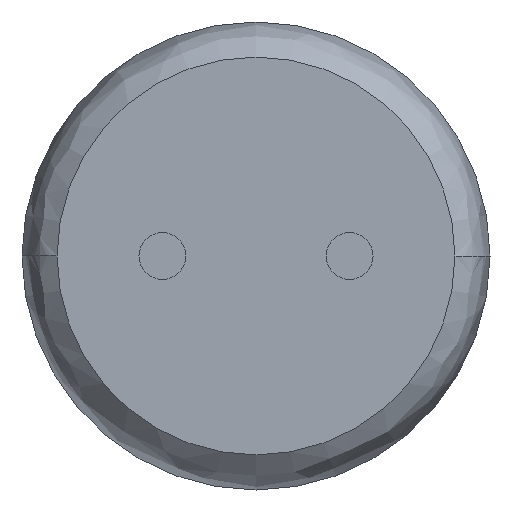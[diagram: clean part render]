
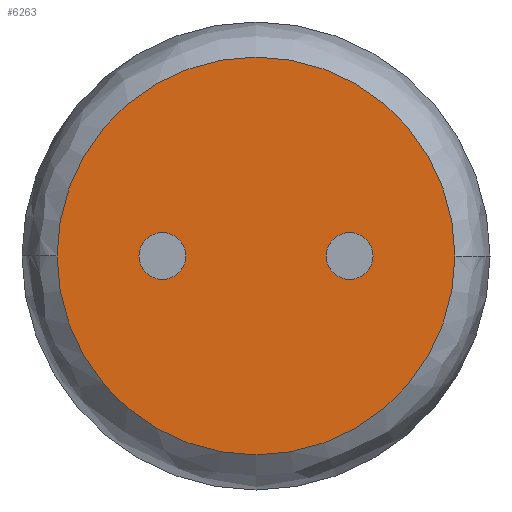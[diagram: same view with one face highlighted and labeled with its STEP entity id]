
A CAD part, front view. The second image highlights one B-rep face of the part: STEP entity #6263.
In plain terms, the highlighted planar face has unit normal (0, -1, 0).
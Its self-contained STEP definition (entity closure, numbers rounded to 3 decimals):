
#79 = VERTEX_POINT ( 'NONE', #5963 ) ;
#130 = DIRECTION ( 'NONE',  ( 0., 0., -1. ) ) ;
#236 = ORIENTED_EDGE ( 'NONE', *, *, #2337, .F. ) ;
#328 = DIRECTION ( 'NONE',  ( 0., 0., -1. ) ) ;
#579 = CIRCLE ( 'NONE', #8796, 0.25 ) ;
#613 = VERTEX_POINT ( 'NONE', #3446 ) ;
#658 = CARTESIAN_POINT ( 'NONE',  ( 1.25, 0., 0. ) ) ;
#715 = CIRCLE ( 'NONE', #7489, 2.125 ) ;
#748 = FACE_BOUND ( 'NONE', #5048, .T. ) ;
#1748 = CIRCLE ( 'NONE', #6541, 0.25 ) ;
#1935 = EDGE_LOOP ( 'NONE', ( #9651, #3702 ) ) ;
#2337 = EDGE_CURVE ( 'NONE', #6820, #6960, #6644, .T. ) ;
#2591 = CARTESIAN_POINT ( 'NONE',  ( -1., 0., 0. ) ) ;
#2610 = CIRCLE ( 'NONE', #8295, 0.25 ) ;
#2917 = AXIS2_PLACEMENT_3D ( 'NONE', #8800, #4320, #9550 ) ;
#3122 = AXIS2_PLACEMENT_3D ( 'NONE', #4350, #9582, #5096 ) ;
#3339 = DIRECTION ( 'NONE',  ( 0., 0., -1. ) ) ;
#3446 = CARTESIAN_POINT ( 'NONE',  ( -1., 0., -0.25 ) ) ;
#3538 = PLANE ( 'NONE',  #2917 ) ;
#3702 = ORIENTED_EDGE ( 'NONE', *, *, #7811, .F. ) ;
#3979 = EDGE_CURVE ( 'NONE', #9733, #9023, #8237, .T. ) ;
#4076 = CARTESIAN_POINT ( 'NONE',  ( -2.125, 0., 0. ) ) ;
#4320 = DIRECTION ( 'NONE',  ( 0., -1., 0. ) ) ;
#4350 = CARTESIAN_POINT ( 'NONE',  ( 0., 0., 0. ) ) ;
#4427 = DIRECTION ( 'NONE',  ( 0., -1., 0. ) ) ;
#4439 = AXIS2_PLACEMENT_3D ( 'NONE', #8912, #4427, #9665 ) ;
#4480 = CARTESIAN_POINT ( 'NONE',  ( 0., 0., 0. ) ) ;
#4636 = DIRECTION ( 'NONE',  ( 0., -1., 0. ) ) ;
#4740 = FACE_BOUND ( 'NONE', #1935, .T. ) ;
#4833 = DIRECTION ( 'NONE',  ( 0., -1., 0. ) ) ;
#4923 = EDGE_LOOP ( 'NONE', ( #8289, #4979 ) ) ;
#4979 = ORIENTED_EDGE ( 'NONE', *, *, #3979, .T. ) ;
#5048 = EDGE_LOOP ( 'NONE', ( #6813, #236 ) ) ;
#5096 = DIRECTION ( 'NONE',  ( 0., 0., -1. ) ) ;
#5228 = DIRECTION ( 'NONE',  ( 0., 0., -1. ) ) ;
#5669 = CARTESIAN_POINT ( 'NONE',  ( 2.125, 0., 0. ) ) ;
#5963 = CARTESIAN_POINT ( 'NONE',  ( -1., 0., 0.25 ) ) ;
#6263 = ADVANCED_FACE ( 'NONE', ( #748, #4740, #6485 ), #3538, .T. ) ;
#6485 = FACE_OUTER_BOUND ( 'NONE', #4923, .T. ) ;
#6541 = AXIS2_PLACEMENT_3D ( 'NONE', #9117, #4636, #130 ) ;
#6644 = CIRCLE ( 'NONE', #4439, 0.25 ) ;
#6813 = ORIENTED_EDGE ( 'NONE', *, *, #7824, .F. ) ;
#6820 = VERTEX_POINT ( 'NONE', #658 ) ;
#6960 = VERTEX_POINT ( 'NONE', #7207 ) ;
#7012 = EDGE_CURVE ( 'NONE', #9023, #9733, #715, .T. ) ;
#7207 = CARTESIAN_POINT ( 'NONE',  ( 0.75, 0., 0. ) ) ;
#7489 = AXIS2_PLACEMENT_3D ( 'NONE', #4480, #9720, #5228 ) ;
#7793 = DIRECTION ( 'NONE',  ( 0., -1., 0. ) ) ;
#7811 = EDGE_CURVE ( 'NONE', #613, #79, #2610, .T. ) ;
#7824 = EDGE_CURVE ( 'NONE', #6960, #6820, #579, .T. ) ;
#8237 = CIRCLE ( 'NONE', #3122, 2.125 ) ;
#8289 = ORIENTED_EDGE ( 'NONE', *, *, #7012, .T. ) ;
#8295 = AXIS2_PLACEMENT_3D ( 'NONE', #2591, #7793, #3339 ) ;
#8694 = EDGE_CURVE ( 'NONE', #79, #613, #1748, .T. ) ;
#8796 = AXIS2_PLACEMENT_3D ( 'NONE', #9315, #4833, #328 ) ;
#8800 = CARTESIAN_POINT ( 'NONE',  ( 0., 0., 0. ) ) ;
#8912 = CARTESIAN_POINT ( 'NONE',  ( 1., 0., 0. ) ) ;
#9023 = VERTEX_POINT ( 'NONE', #5669 ) ;
#9117 = CARTESIAN_POINT ( 'NONE',  ( -1., 0., 0. ) ) ;
#9315 = CARTESIAN_POINT ( 'NONE',  ( 1., 0., 0. ) ) ;
#9550 = DIRECTION ( 'NONE',  ( 0., 0., -1. ) ) ;
#9582 = DIRECTION ( 'NONE',  ( 0., -1., 0. ) ) ;
#9651 = ORIENTED_EDGE ( 'NONE', *, *, #8694, .F. ) ;
#9665 = DIRECTION ( 'NONE',  ( 0., 0., -1. ) ) ;
#9720 = DIRECTION ( 'NONE',  ( 0., -1., 0. ) ) ;
#9733 = VERTEX_POINT ( 'NONE', #4076 ) ;
